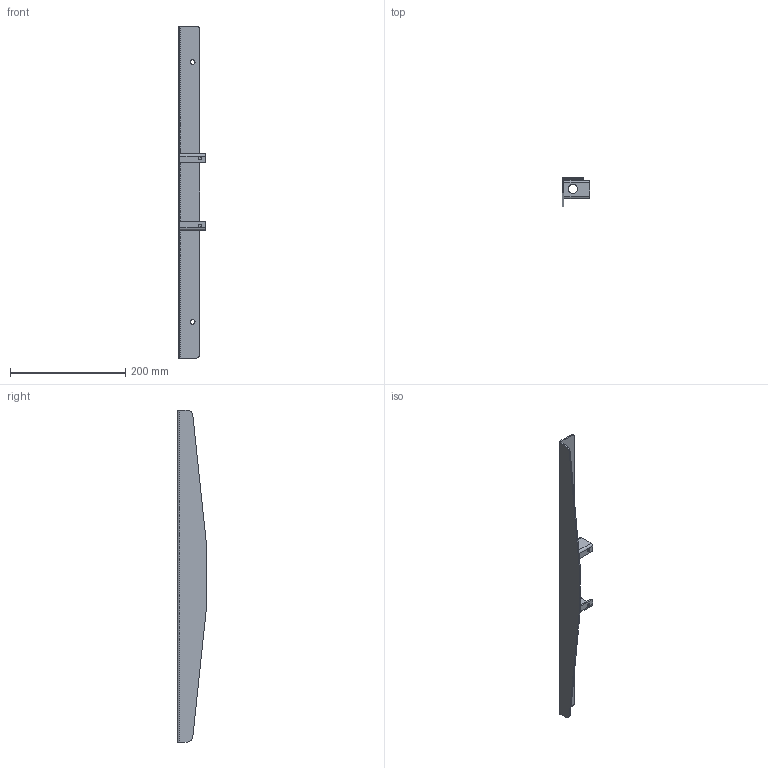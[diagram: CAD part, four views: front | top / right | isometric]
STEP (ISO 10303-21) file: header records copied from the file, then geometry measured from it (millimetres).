
FILE_DESCRIPTION((''),'2;1');
FILE_NAME('JC35TS-0060','2021-01-08T12:52:28',('sa'),('捷昌驱动'),'CREO PARAMETRIC BY PTC INC, 2018100','CREO PARAMETRIC BY PTC INC, 2018100','');
FILE_SCHEMA(('CONFIG_CONTROL_DESIGN'));
Length unit declared in the file: millimetre
Products named in the file (1): JC35TS-0060
Bounding box: 47.5 x 51 x 575 mm (x, y, z)
Volume: 119188.9 mm3; surface area: 98012.1 mm2
Topology: 1 solids, 3 shells, 260 faces, 710 edges, 471 vertices
Faces by surface type: plane 128, extrusion 96, cylinder 36
Entity records: 8603 total; most frequent: CARTESIAN_POINT 2256, ORIENTED_EDGE 1412, DIRECTION 1015, EDGE_CURVE 710, VECTOR 541, VERTEX_POINT 471, LINE 445, EDGE_LOOP 291
